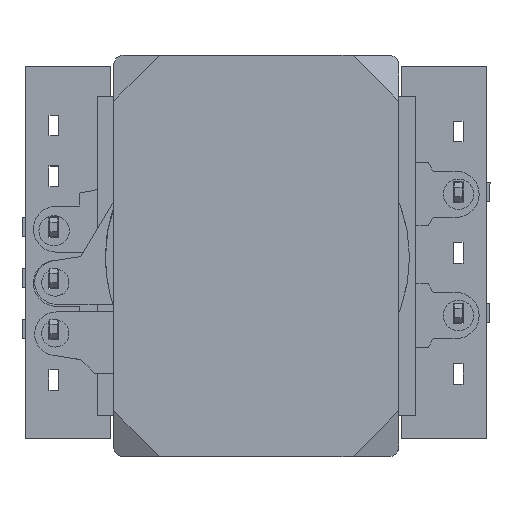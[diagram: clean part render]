
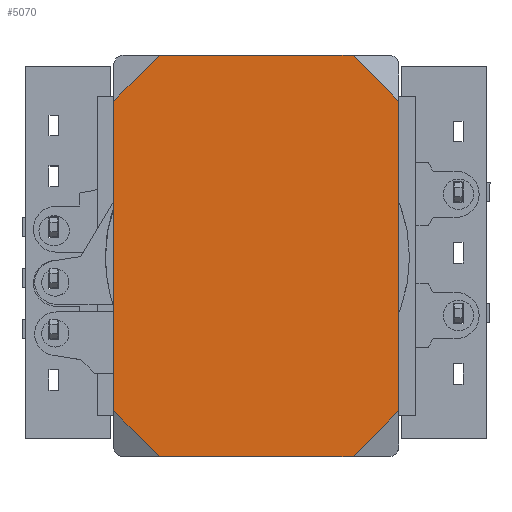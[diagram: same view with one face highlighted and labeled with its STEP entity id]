
A CAD part, top view. The second image highlights one B-rep face of the part: STEP entity #5070.
In plain terms, the highlighted planar face has unit normal (0, 0, 1).
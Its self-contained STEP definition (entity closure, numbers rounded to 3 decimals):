
#348 = VECTOR ( 'NONE', #4159, 1000. ) ;
#384 = LINE ( 'NONE', #3591, #7187 ) ;
#572 = ORIENTED_EDGE ( 'NONE', *, *, #808, .T. ) ;
#599 = CARTESIAN_POINT ( 'NONE',  ( 0., 0., 0. ) ) ;
#678 = VECTOR ( 'NONE', #2559, 1000. ) ;
#717 = VERTEX_POINT ( 'NONE', #4410 ) ;
#808 = EDGE_CURVE ( 'NONE', #7469, #2468, #7954, .T. ) ;
#922 = LINE ( 'NONE', #3456, #4810 ) ;
#1037 = DIRECTION ( 'NONE',  ( 0., 0., 1. ) ) ;
#1151 = EDGE_CURVE ( 'NONE', #7856, #3183, #9842, .T. ) ;
#1458 = DIRECTION ( 'NONE',  ( 1., 0., 0. ) ) ;
#1497 = CARTESIAN_POINT ( 'NONE',  ( 2.87, 0., 0. ) ) ;
#1662 = ORIENTED_EDGE ( 'NONE', *, *, #1151, .T. ) ;
#1694 = CARTESIAN_POINT ( 'NONE',  ( -11.165, -11.165, 0. ) ) ;
#1723 = VECTOR ( 'NONE', #1458, 1000. ) ;
#1774 = EDGE_LOOP ( 'NONE', ( #2155, #4701, #1885, #3981, #572, #6996, #1662, #2970 ) ) ;
#1863 = LINE ( 'NONE', #9847, #8931 ) ;
#1885 = ORIENTED_EDGE ( 'NONE', *, *, #8053, .T. ) ;
#1917 = CARTESIAN_POINT ( 'NONE',  ( 0., 0., 0. ) ) ;
#2014 = CARTESIAN_POINT ( 'NONE',  ( 15.03, 0., 0. ) ) ;
#2155 = ORIENTED_EDGE ( 'NONE', *, *, #10197, .T. ) ;
#2187 = EDGE_CURVE ( 'NONE', #5040, #717, #384, .T. ) ;
#2436 = EDGE_CURVE ( 'NONE', #3183, #5394, #3166, .T. ) ;
#2468 = VERTEX_POINT ( 'NONE', #1497 ) ;
#2559 = DIRECTION ( 'NONE',  ( -1., 0., 0. ) ) ;
#2970 = ORIENTED_EDGE ( 'NONE', *, *, #2436, .T. ) ;
#3166 = LINE ( 'NONE', #1694, #3460 ) ;
#3183 = VERTEX_POINT ( 'NONE', #8328 ) ;
#3456 = CARTESIAN_POINT ( 'NONE',  ( 7.515, 7.515, 0. ) ) ;
#3460 = VECTOR ( 'NONE', #6405, 1000. ) ;
#3476 = DIRECTION ( 'NONE',  ( -0.707, -0.707, 0. ) ) ;
#3591 = CARTESIAN_POINT ( 'NONE',  ( 20.115, -20.115, 0. ) ) ;
#3632 = PLANE ( 'NONE',  #10137 ) ;
#3966 = VERTEX_POINT ( 'NONE', #6760 ) ;
#3981 = ORIENTED_EDGE ( 'NONE', *, *, #9978, .T. ) ;
#4093 = CARTESIAN_POINT ( 'NONE',  ( 2.87, -25.2, 0. ) ) ;
#4159 = DIRECTION ( 'NONE',  ( 0., -1., 0. ) ) ;
#4410 = CARTESIAN_POINT ( 'NONE',  ( 17.9, -22.33, 0. ) ) ;
#4659 = EDGE_CURVE ( 'NONE', #2468, #7856, #1863, .T. ) ;
#4701 = ORIENTED_EDGE ( 'NONE', *, *, #2187, .T. ) ;
#4810 = VECTOR ( 'NONE', #7285, 1000. ) ;
#4966 = CARTESIAN_POINT ( 'NONE',  ( 0., 0., 0. ) ) ;
#5037 = CARTESIAN_POINT ( 'NONE',  ( 17.9, 0., 0. ) ) ;
#5040 = VERTEX_POINT ( 'NONE', #9844 ) ;
#5070 = ADVANCED_FACE ( 'NONE', ( #8353 ), #3632, .T. ) ;
#5158 = CARTESIAN_POINT ( 'NONE',  ( 0., -2.87, 0. ) ) ;
#5368 = LINE ( 'NONE', #8767, #1723 ) ;
#5394 = VERTEX_POINT ( 'NONE', #4093 ) ;
#6405 = DIRECTION ( 'NONE',  ( 0.707, -0.707, 0. ) ) ;
#6760 = CARTESIAN_POINT ( 'NONE',  ( 17.9, -2.87, 0. ) ) ;
#6779 = DIRECTION ( 'NONE',  ( 0.707, 0.707, 0. ) ) ;
#6875 = DIRECTION ( 'NONE',  ( 1., 0., 0. ) ) ;
#6996 = ORIENTED_EDGE ( 'NONE', *, *, #4659, .T. ) ;
#7187 = VECTOR ( 'NONE', #6779, 1000. ) ;
#7285 = DIRECTION ( 'NONE',  ( -0.707, 0.707, 0. ) ) ;
#7469 = VERTEX_POINT ( 'NONE', #2014 ) ;
#7856 = VERTEX_POINT ( 'NONE', #5158 ) ;
#7954 = LINE ( 'NONE', #599, #678 ) ;
#8053 = EDGE_CURVE ( 'NONE', #717, #3966, #9067, .T. ) ;
#8262 = DIRECTION ( 'NONE',  ( 0., 1., 0. ) ) ;
#8328 = CARTESIAN_POINT ( 'NONE',  ( 0., -22.33, 0. ) ) ;
#8353 = FACE_OUTER_BOUND ( 'NONE', #1774, .T. ) ;
#8767 = CARTESIAN_POINT ( 'NONE',  ( 0., -25.2, 0. ) ) ;
#8931 = VECTOR ( 'NONE', #3476, 1000. ) ;
#9067 = LINE ( 'NONE', #5037, #10516 ) ;
#9842 = LINE ( 'NONE', #4966, #348 ) ;
#9844 = CARTESIAN_POINT ( 'NONE',  ( 15.03, -25.2, 0. ) ) ;
#9847 = CARTESIAN_POINT ( 'NONE',  ( 1.435, -1.435, 0. ) ) ;
#9978 = EDGE_CURVE ( 'NONE', #3966, #7469, #922, .T. ) ;
#10137 = AXIS2_PLACEMENT_3D ( 'NONE', #1917, #1037, #6875 ) ;
#10197 = EDGE_CURVE ( 'NONE', #5394, #5040, #5368, .T. ) ;
#10516 = VECTOR ( 'NONE', #8262, 1000. ) ;
